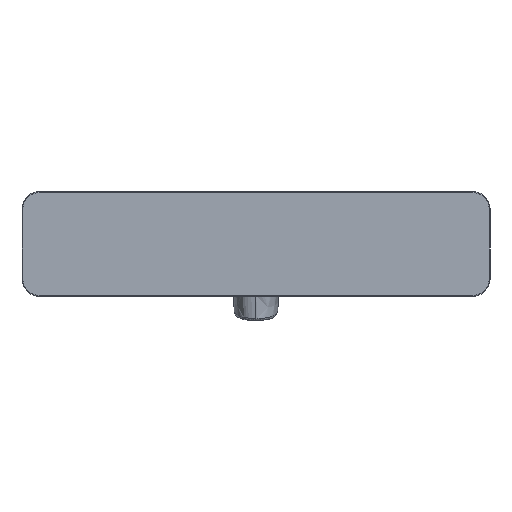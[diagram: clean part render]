
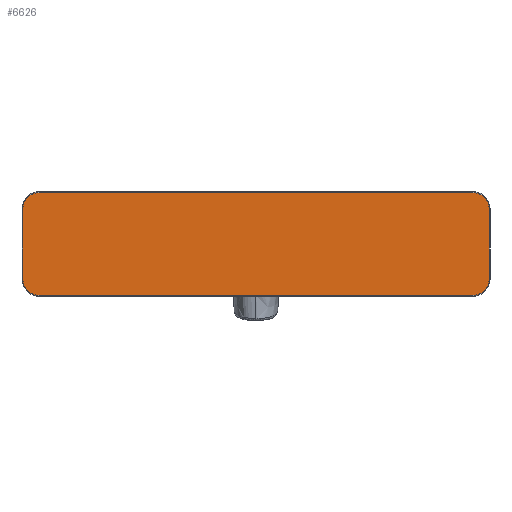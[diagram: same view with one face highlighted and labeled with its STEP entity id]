
A CAD part, left-side view. The second image highlights one B-rep face of the part: STEP entity #6626.
In plain terms, the highlighted face is planar.
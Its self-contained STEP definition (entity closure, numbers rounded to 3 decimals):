
#4991=CARTESIAN_POINT(' ',(-29.737,-125.,0.));
#4992=VERTEX_POINT(' ',#4991);
#5036=CARTESIAN_POINT(' ',(-29.737,125.,0.));
#5037=VERTEX_POINT(' ',#5036);
#5051=CARTESIAN_POINT(' ',(-29.737,125.,0.));
#5056=DIRECTION(' ',(0.,-1.,0.));
#5061=VECTOR(' ',#5056,1.);
#5066=LINE('',#5051,#5061);
#5071=EDGE_CURVE(' ',#5037,#4992,#5066,.T.);
#5171=CARTESIAN_POINT(' ',(-20.25,-134.487,0.));
#5172=VERTEX_POINT(' ',#5171);
#5196=CARTESIAN_POINT(' ',(-20.25,-125.,0.));
#5201=DIRECTION(' ',(0.,0.,-1.));
#5206=DIRECTION(' ',(0.,-1.,0.));
#5211=AXIS2_PLACEMENT_3D(' ',#5196,#5201,#5206);
#5216=CIRCLE('',#5211,9.487);
#5221=EDGE_CURVE(' ',#5172,#4992,#5216,.T.);
#5296=CARTESIAN_POINT(' ',(20.25,-134.487,0.));
#5297=VERTEX_POINT(' ',#5296);
#5321=CARTESIAN_POINT(' ',(20.25,-134.487,0.));
#5326=DIRECTION(' ',(-1.,0.,0.));
#5331=VECTOR(' ',#5326,1.);
#5336=LINE('',#5321,#5331);
#5341=EDGE_CURVE(' ',#5297,#5172,#5336,.T.);
#5441=CARTESIAN_POINT(' ',(29.737,-125.,0.));
#5442=VERTEX_POINT(' ',#5441);
#5466=CARTESIAN_POINT(' ',(20.25,-125.,0.));
#5471=DIRECTION(' ',(0.,0.,-1.));
#5476=DIRECTION(' ',(1.,0.,0.));
#5481=AXIS2_PLACEMENT_3D(' ',#5466,#5471,#5476);
#5486=CIRCLE('',#5481,9.487);
#5491=EDGE_CURVE(' ',#5442,#5297,#5486,.T.);
#5566=CARTESIAN_POINT(' ',(29.737,125.,0.));
#5567=VERTEX_POINT(' ',#5566);
#5591=CARTESIAN_POINT(' ',(29.737,-125.,0.));
#5596=DIRECTION(' ',(0.,1.,0.));
#5601=VECTOR(' ',#5596,1.);
#5606=LINE('',#5591,#5601);
#5611=EDGE_CURVE(' ',#5442,#5567,#5606,.T.);
#5711=CARTESIAN_POINT(' ',(20.25,134.487,0.));
#5712=VERTEX_POINT(' ',#5711);
#5736=CARTESIAN_POINT(' ',(20.25,125.,0.));
#5741=DIRECTION(' ',(0.,0.,-1.));
#5746=DIRECTION(' ',(0.,1.,0.));
#5751=AXIS2_PLACEMENT_3D(' ',#5736,#5741,#5746);
#5756=CIRCLE('',#5751,9.487);
#5761=EDGE_CURVE(' ',#5712,#5567,#5756,.T.);
#5836=CARTESIAN_POINT(' ',(-20.25,134.487,0.));
#5837=VERTEX_POINT(' ',#5836);
#5861=CARTESIAN_POINT(' ',(20.25,134.487,0.));
#5866=DIRECTION(' ',(-1.,0.,0.));
#5871=VECTOR(' ',#5866,1.);
#5876=LINE('',#5861,#5871);
#5881=EDGE_CURVE(' ',#5712,#5837,#5876,.T.);
#5971=CARTESIAN_POINT(' ',(-20.25,125.,0.));
#5976=DIRECTION(' ',(0.,0.,-1.));
#5981=DIRECTION(' ',(-1.,0.,0.));
#5986=AXIS2_PLACEMENT_3D(' ',#5971,#5976,#5981);
#5991=CIRCLE('',#5986,9.487);
#5996=EDGE_CURVE(' ',#5037,#5837,#5991,.T.);
#6551=DIRECTION(' ',(-0.,0.,-1.));
#6556=CARTESIAN_POINT(' ',(29.737,-134.487,0.));
#6561=DIRECTION(' ',(-1.,0.,0.));
#6566=AXIS2_PLACEMENT_3D(' ',#6556,#6551,#6561);
#6571=PLANE('',#6566);
#6576=ORIENTED_EDGE(' ',*,*,#5071,.F.);
#6581=ORIENTED_EDGE(' ',*,*,#5996,.T.);
#6586=ORIENTED_EDGE(' ',*,*,#5881,.F.);
#6591=ORIENTED_EDGE(' ',*,*,#5761,.T.);
#6596=ORIENTED_EDGE(' ',*,*,#5611,.F.);
#6601=ORIENTED_EDGE(' ',*,*,#5491,.T.);
#6606=ORIENTED_EDGE(' ',*,*,#5341,.T.);
#6611=ORIENTED_EDGE(' ',*,*,#5221,.T.);
#6616=EDGE_LOOP(' ',(#6576,#6581,#6586,#6591,#6596,#6601,#6606,#6611));
#6621=FACE_OUTER_BOUND(' ',#6616,.T.);
#6626=ADVANCED_FACE('',(#6621),#6571,.T.);
